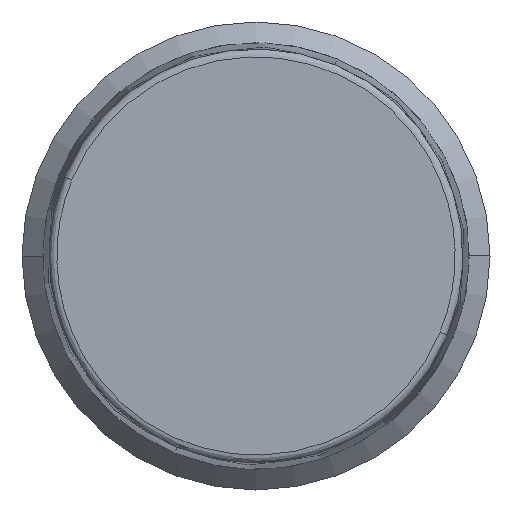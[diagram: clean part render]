
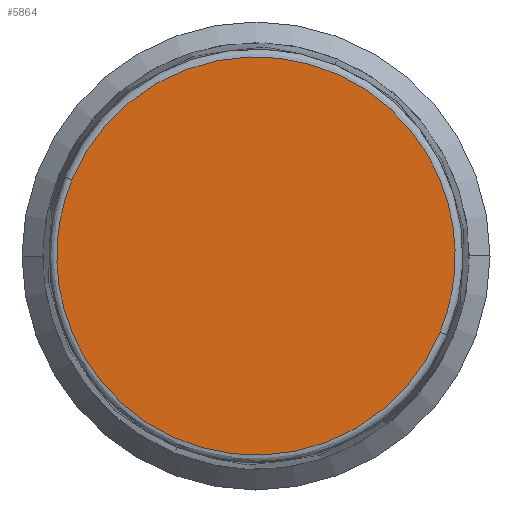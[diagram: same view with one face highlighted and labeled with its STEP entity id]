
A CAD part, left-side view. The second image highlights one B-rep face of the part: STEP entity #5864.
In plain terms, the highlighted planar face has unit normal (-1, 0, 0).
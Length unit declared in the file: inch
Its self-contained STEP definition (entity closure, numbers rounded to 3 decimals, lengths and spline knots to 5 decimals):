
#110 = CARTESIAN_POINT ( 'NONE',  ( -0.31496, 0.50898, -0.44225 ) ) ;
#541 =( BOUNDED_CURVE ( )  B_SPLINE_CURVE ( 3, ( #4925, #543, #110, #4034 ),
 .UNSPECIFIED., .F., .F. ) 
 B_SPLINE_CURVE_WITH_KNOTS ( ( 4, 4 ),
 ( 0.5, 1. ),
 .UNSPECIFIED. ) 
 CURVE ( )  GEOMETRIC_REPRESENTATION_ITEM ( )  RATIONAL_B_SPLINE_CURVE ( ( 1., 0.333, 0.333, 1. ) ) 
 REPRESENTATION_ITEM ( '' )  );
#543 = CARTESIAN_POINT ( 'NONE',  ( -0.31496, -0.04841, -0.67253 ) ) ;
#611 = EDGE_CURVE ( 'NONE', #3642, #635, #3493, .T. ) ;
#635 = VERTEX_POINT ( 'NONE', #4219 ) ;
#1087 = DIRECTION ( 'NONE',  ( -1., 0., 0. ) ) ;
#1110 = PLANE ( 'NONE',  #3092 ) ;
#1695 = CARTESIAN_POINT ( 'NONE',  ( -0.31496, 0.27869, 0.11514 ) ) ;
#2421 = EDGE_CURVE ( 'NONE', #635, #3642, #541, .T. ) ;
#2752 = CARTESIAN_POINT ( 'NONE',  ( -0.31496, -0.27869, -0.11514 ) ) ;
#2803 = ORIENTED_EDGE ( 'NONE', *, *, #2421, .F. ) ;
#3055 = CARTESIAN_POINT ( 'NONE',  ( -0.31496, 0.27869, 0.11514 ) ) ;
#3092 = AXIS2_PLACEMENT_3D ( 'NONE', #5442, #1087, #4523 ) ;
#3164 = CARTESIAN_POINT ( 'NONE',  ( -0.31496, -0.50898, 0.44225 ) ) ;
#3493 =( BOUNDED_CURVE ( )  B_SPLINE_CURVE ( 3, ( #1695, #5124, #3164, #2752 ),
 .UNSPECIFIED., .F., .F. ) 
 B_SPLINE_CURVE_WITH_KNOTS ( ( 4, 4 ),
 ( 0., 0.5 ),
 .UNSPECIFIED. ) 
 CURVE ( )  GEOMETRIC_REPRESENTATION_ITEM ( )  RATIONAL_B_SPLINE_CURVE ( ( 1., 0.333, 0.333, 1. ) ) 
 REPRESENTATION_ITEM ( '' )  );
#3642 = VERTEX_POINT ( 'NONE', #3055 ) ;
#3683 = ORIENTED_EDGE ( 'NONE', *, *, #611, .F. ) ;
#4034 = CARTESIAN_POINT ( 'NONE',  ( -0.31496, 0.27869, 0.11514 ) ) ;
#4219 = CARTESIAN_POINT ( 'NONE',  ( -0.31496, -0.27869, -0.11514 ) ) ;
#4254 = FACE_OUTER_BOUND ( 'NONE', #4255, .T. ) ;
#4255 = EDGE_LOOP ( 'NONE', ( #3683, #2803 ) ) ;
#4523 = DIRECTION ( 'NONE',  ( 0., 0.924, 0.382 ) ) ;
#4925 = CARTESIAN_POINT ( 'NONE',  ( -0.31496, -0.27869, -0.11514 ) ) ;
#5124 = CARTESIAN_POINT ( 'NONE',  ( -0.31496, 0.04841, 0.67253 ) ) ;
#5442 = CARTESIAN_POINT ( 'NONE',  ( -0.31496, -0.28928, -0.11952 ) ) ;
#5864 = ADVANCED_FACE ( 'NONE', ( #4254 ), #1110, .T. ) ;
